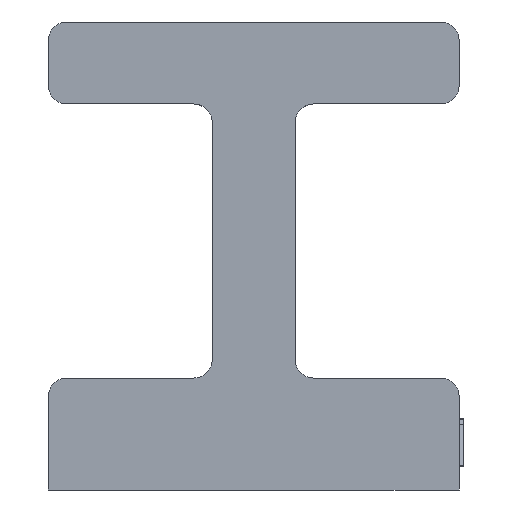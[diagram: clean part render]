
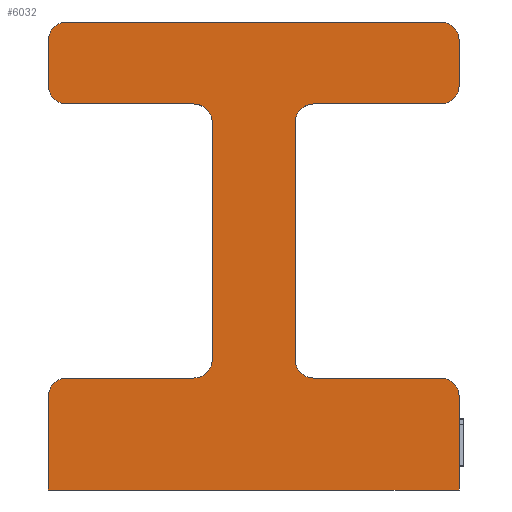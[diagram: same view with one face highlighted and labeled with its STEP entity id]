
A CAD part, left-side view. The second image highlights one B-rep face of the part: STEP entity #6032.
In plain terms, the highlighted planar face has unit normal (-1, 0, 0).
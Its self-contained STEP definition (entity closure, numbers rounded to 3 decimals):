
#806=PLANE('',#6276);
#1132=FACE_OUTER_BOUND('',#1496,.T.);
#1496=EDGE_LOOP('',(#5638,#5639,#5640,#5641,#5642,#5643,#5644,#5645,#5646,
#5647,#5648,#5649,#5650,#5651,#5652,#5653,#5654,#5655,#5656,#5657,#5658,
#5659));
#1541=LINE('',#7300,#1941);
#1832=LINE('',#12021,#2232);
#1835=LINE('',#12045,#2235);
#1847=LINE('',#12144,#2247);
#1864=LINE('',#12231,#2264);
#1874=LINE('',#12261,#2274);
#1880=LINE('',#12278,#2280);
#1882=LINE('',#12284,#2282);
#1895=LINE('',#12370,#2295);
#1896=LINE('',#12372,#2296);
#1897=LINE('',#12374,#2297);
#1898=LINE('',#12376,#2298);
#1941=VECTOR('',#6412,10.);
#2232=VECTOR('',#6797,10.);
#2235=VECTOR('',#6820,10.);
#2247=VECTOR('',#6840,10.);
#2264=VECTOR('',#6949,10.);
#2274=VECTOR('',#6977,10.);
#2280=VECTOR('',#6997,10.);
#2282=VECTOR('',#7005,10.);
#2295=VECTOR('',#7116,10.);
#2296=VECTOR('',#7119,10.);
#2297=VECTOR('',#7122,10.);
#2298=VECTOR('',#7125,10.);
#2312=CIRCLE('',#6141,2.);
#2313=CIRCLE('',#6143,2.);
#2321=CIRCLE('',#6153,2.);
#2323=CIRCLE('',#6157,2.);
#2344=CIRCLE('',#6204,2.);
#2350=CIRCLE('',#6213,2.);
#2351=CIRCLE('',#6216,2.);
#2352=CIRCLE('',#6218,2.);
#2353=CIRCLE('',#6220,2.);
#2354=CIRCLE('',#6223,2.);
#2429=VERTEX_POINT('',#7296);
#2431=VERTEX_POINT('',#7299);
#2879=VERTEX_POINT('',#11940);
#2880=VERTEX_POINT('',#11942);
#2891=VERTEX_POINT('',#12011);
#2892=VERTEX_POINT('',#12012);
#2901=VERTEX_POINT('',#12035);
#2902=VERTEX_POINT('',#12036);
#2905=VERTEX_POINT('',#12044);
#2909=VERTEX_POINT('',#12063);
#2910=VERTEX_POINT('',#12065);
#2943=VERTEX_POINT('',#12221);
#2944=VERTEX_POINT('',#12223);
#2946=VERTEX_POINT('',#12229);
#2955=VERTEX_POINT('',#12254);
#2956=VERTEX_POINT('',#12255);
#2957=VERTEX_POINT('',#12260);
#2958=VERTEX_POINT('',#12264);
#2959=VERTEX_POINT('',#12270);
#2960=VERTEX_POINT('',#12272);
#2961=VERTEX_POINT('',#12276);
#2962=VERTEX_POINT('',#12280);
#3045=EDGE_CURVE('',#2431,#2429,#1541,.T.);
#3715=EDGE_CURVE('',#2879,#2880,#2312,.T.);
#3727=EDGE_CURVE('',#2891,#2892,#2313,.T.);
#3732=EDGE_CURVE('',#2879,#2892,#1832,.T.);
#3739=EDGE_CURVE('',#2901,#2902,#2321,.T.);
#3743=EDGE_CURVE('',#2905,#2902,#1835,.T.);
#3748=EDGE_CURVE('',#2909,#2910,#2323,.T.);
#3763=EDGE_CURVE('',#2901,#2910,#1847,.T.);
#3796=EDGE_CURVE('',#2943,#2944,#2344,.T.);
#3800=EDGE_CURVE('',#2946,#2943,#1864,.T.);
#3813=EDGE_CURVE('',#2955,#2956,#2350,.T.);
#3816=EDGE_CURVE('',#2956,#2957,#1874,.T.);
#3818=EDGE_CURVE('',#2957,#2958,#2351,.T.);
#3820=EDGE_CURVE('',#2905,#2429,#2352,.T.);
#3822=EDGE_CURVE('',#2959,#2960,#2353,.T.);
#3825=EDGE_CURVE('',#2959,#2961,#1880,.T.);
#3827=EDGE_CURVE('',#2962,#2961,#2354,.T.);
#3828=EDGE_CURVE('',#2958,#2962,#1882,.T.);
#3877=EDGE_CURVE('',#2955,#2880,#1895,.T.);
#3878=EDGE_CURVE('',#2891,#2944,#1896,.T.);
#3879=EDGE_CURVE('',#2909,#2960,#1897,.T.);
#3880=EDGE_CURVE('',#2431,#2946,#1898,.T.);
#5638=ORIENTED_EDGE('',*,*,#3796,.F.);
#5639=ORIENTED_EDGE('',*,*,#3800,.F.);
#5640=ORIENTED_EDGE('',*,*,#3880,.F.);
#5641=ORIENTED_EDGE('',*,*,#3045,.T.);
#5642=ORIENTED_EDGE('',*,*,#3820,.F.);
#5643=ORIENTED_EDGE('',*,*,#3743,.T.);
#5644=ORIENTED_EDGE('',*,*,#3739,.F.);
#5645=ORIENTED_EDGE('',*,*,#3763,.T.);
#5646=ORIENTED_EDGE('',*,*,#3748,.F.);
#5647=ORIENTED_EDGE('',*,*,#3879,.T.);
#5648=ORIENTED_EDGE('',*,*,#3822,.F.);
#5649=ORIENTED_EDGE('',*,*,#3825,.T.);
#5650=ORIENTED_EDGE('',*,*,#3827,.F.);
#5651=ORIENTED_EDGE('',*,*,#3828,.F.);
#5652=ORIENTED_EDGE('',*,*,#3818,.F.);
#5653=ORIENTED_EDGE('',*,*,#3816,.F.);
#5654=ORIENTED_EDGE('',*,*,#3813,.F.);
#5655=ORIENTED_EDGE('',*,*,#3877,.T.);
#5656=ORIENTED_EDGE('',*,*,#3715,.F.);
#5657=ORIENTED_EDGE('',*,*,#3732,.T.);
#5658=ORIENTED_EDGE('',*,*,#3727,.F.);
#5659=ORIENTED_EDGE('',*,*,#3878,.T.);
#6032=ADVANCED_FACE('',(#1132),#806,.T.);
#6141=AXIS2_PLACEMENT_3D('',#11943,#6778,#6779);
#6143=AXIS2_PLACEMENT_3D('',#12013,#6788,#6789);
#6153=AXIS2_PLACEMENT_3D('',#12037,#6812,#6813);
#6157=AXIS2_PLACEMENT_3D('',#12066,#6826,#6827);
#6204=AXIS2_PLACEMENT_3D('',#12224,#6942,#6943);
#6213=AXIS2_PLACEMENT_3D('',#12256,#6971,#6972);
#6216=AXIS2_PLACEMENT_3D('',#12265,#6981,#6982);
#6218=AXIS2_PLACEMENT_3D('',#12268,#6986,#6987);
#6220=AXIS2_PLACEMENT_3D('',#12273,#6991,#6992);
#6223=AXIS2_PLACEMENT_3D('',#12282,#7001,#7002);
#6276=AXIS2_PLACEMENT_3D('',#12375,#7123,#7124);
#6412=DIRECTION('',(0.,0.,1.));
#6778=DIRECTION('center_axis',(-1.,0.,0.));
#6779=DIRECTION('ref_axis',(0.,-0.707,0.707));
#6788=DIRECTION('center_axis',(-1.,0.,0.));
#6789=DIRECTION('ref_axis',(0.,-0.707,-0.707));
#6797=DIRECTION('',(0.,0.,-1.));
#6812=DIRECTION('center_axis',(-1.,0.,0.));
#6813=DIRECTION('ref_axis',(0.,0.707,-0.707));
#6820=DIRECTION('',(0.,1.,0.));
#6826=DIRECTION('center_axis',(-1.,0.,0.));
#6827=DIRECTION('ref_axis',(0.,0.707,0.707));
#6840=DIRECTION('',(0.,0.,1.));
#6942=DIRECTION('center_axis',(1.,0.,0.));
#6943=DIRECTION('ref_axis',(0.,0.707,0.707));
#6949=DIRECTION('',(0.,0.,1.));
#6971=DIRECTION('center_axis',(1.,0.,0.));
#6972=DIRECTION('ref_axis',(0.,0.707,-0.707));
#6977=DIRECTION('',(0.,0.,1.));
#6981=DIRECTION('center_axis',(1.,0.,0.));
#6982=DIRECTION('ref_axis',(0.,0.707,0.707));
#6986=DIRECTION('center_axis',(1.,0.,0.));
#6987=DIRECTION('ref_axis',(0.,-0.707,0.707));
#6991=DIRECTION('center_axis',(1.,0.,0.));
#6992=DIRECTION('ref_axis',(0.,-0.707,-0.707));
#6997=DIRECTION('',(0.,0.,1.));
#7001=DIRECTION('center_axis',(1.,0.,0.));
#7002=DIRECTION('ref_axis',(0.,-0.707,0.707));
#7005=DIRECTION('',(0.,-1.,0.));
#7116=DIRECTION('',(0.,-1.,0.));
#7119=DIRECTION('',(0.,1.,0.));
#7122=DIRECTION('',(0.,-1.,0.));
#7123=DIRECTION('center_axis',(-1.,0.,0.));
#7124=DIRECTION('ref_axis',(0.,-1.,0.));
#7125=DIRECTION('',(0.,1.,0.));
#7296=CARTESIAN_POINT('',(-71.5,-22.3,10.15));
#7299=CARTESIAN_POINT('',(-71.5,-22.3,0.));
#7300=CARTESIAN_POINT('',(-71.5,-22.3,0.));
#11940=CARTESIAN_POINT('',(-71.5,4.5,39.9));
#11942=CARTESIAN_POINT('',(-71.5,6.5,41.9));
#11943=CARTESIAN_POINT('Origin',(-71.5,6.5,39.9));
#12011=CARTESIAN_POINT('',(-71.5,6.5,12.15));
#12012=CARTESIAN_POINT('',(-71.5,4.5,14.15));
#12013=CARTESIAN_POINT('Origin',(-71.5,6.5,14.15));
#12021=CARTESIAN_POINT('',(-71.5,4.5,20.95));
#12035=CARTESIAN_POINT('',(-71.5,-4.5,14.15));
#12036=CARTESIAN_POINT('',(-71.5,-6.5,12.15));
#12037=CARTESIAN_POINT('Origin',(-71.5,-6.5,14.15));
#12044=CARTESIAN_POINT('',(-71.5,-20.3,12.15));
#12045=CARTESIAN_POINT('',(-71.5,0.,12.15));
#12063=CARTESIAN_POINT('',(-71.5,-6.5,41.9));
#12065=CARTESIAN_POINT('',(-71.5,-4.5,39.9));
#12066=CARTESIAN_POINT('Origin',(-71.5,-6.5,39.9));
#12144=CARTESIAN_POINT('',(-71.5,-4.5,6.075));
#12221=CARTESIAN_POINT('',(-71.5,22.3,10.15));
#12223=CARTESIAN_POINT('',(-71.5,20.3,12.15));
#12224=CARTESIAN_POINT('Origin',(-71.5,20.3,10.15));
#12229=CARTESIAN_POINT('',(-71.5,22.3,0.));
#12231=CARTESIAN_POINT('',(-71.5,22.3,0.));
#12254=CARTESIAN_POINT('',(-71.5,20.3,41.9));
#12255=CARTESIAN_POINT('',(-71.5,22.3,43.9));
#12256=CARTESIAN_POINT('Origin',(-71.5,20.3,43.9));
#12260=CARTESIAN_POINT('',(-71.5,22.3,48.8));
#12261=CARTESIAN_POINT('',(-71.5,22.3,0.));
#12264=CARTESIAN_POINT('',(-71.5,20.3,50.8));
#12265=CARTESIAN_POINT('Origin',(-71.5,20.3,48.8));
#12268=CARTESIAN_POINT('Origin',(-71.5,-20.3,10.15));
#12270=CARTESIAN_POINT('',(-71.5,-22.3,43.9));
#12272=CARTESIAN_POINT('',(-71.5,-20.3,41.9));
#12273=CARTESIAN_POINT('Origin',(-71.5,-20.3,43.9));
#12276=CARTESIAN_POINT('',(-71.5,-22.3,48.8));
#12278=CARTESIAN_POINT('',(-71.5,-22.3,0.));
#12280=CARTESIAN_POINT('',(-71.5,-20.3,50.8));
#12282=CARTESIAN_POINT('Origin',(-71.5,-20.3,48.8));
#12284=CARTESIAN_POINT('',(-71.5,-22.3,50.8));
#12370=CARTESIAN_POINT('',(-71.5,22.3,41.9));
#12372=CARTESIAN_POINT('',(-71.5,13.4,12.15));
#12374=CARTESIAN_POINT('',(-71.5,8.9,41.9));
#12375=CARTESIAN_POINT('Origin',(-71.5,22.3,0.));
#12376=CARTESIAN_POINT('',(-71.5,-22.3,0.));
